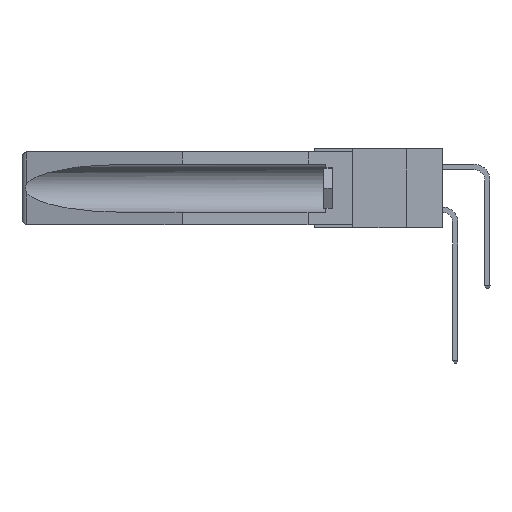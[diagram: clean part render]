
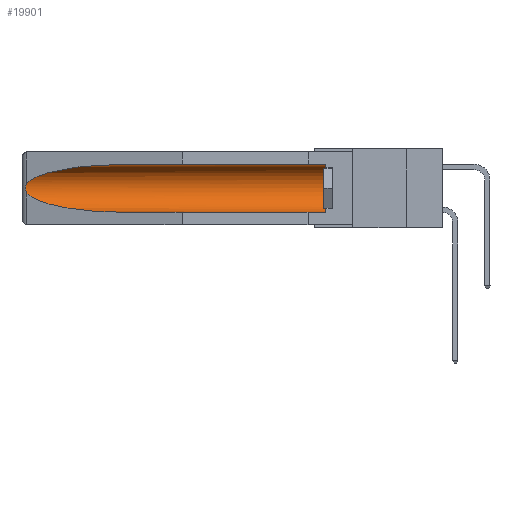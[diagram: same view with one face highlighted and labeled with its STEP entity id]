
A CAD part, left-side view. The second image highlights one B-rep face of the part: STEP entity #19901.
In plain terms, the highlighted cylindrical face has radius 2.857 mm (diameter 5.715 mm), a partial arc.
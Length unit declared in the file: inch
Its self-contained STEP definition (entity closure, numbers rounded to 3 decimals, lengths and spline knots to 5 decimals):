
#2825 = ORIENTED_EDGE ( 'NONE', *, *, #14979, .T. ) ;
#3113 = EDGE_CURVE ( 'NONE', #30014, #32072, #5778, .T. ) ;
#3893 = VERTEX_POINT ( 'NONE', #26019 ) ;
#4186 = CARTESIAN_POINT ( 'NONE',  ( 0.2673, 1.5327, -0.16383 ) ) ;
#4244 = CARTESIAN_POINT ( 'NONE',  ( 0.26537, 1.52718, -0.19328 ) ) ;
#4946 = CARTESIAN_POINT ( 'NONE',  ( 0.155, 1.07973, -0.059 ) ) ;
#5434 = CARTESIAN_POINT ( 'NONE',  ( 0.155, 0.126, -0.059 ) ) ;
#5461 = DIRECTION ( 'NONE',  ( 0., 0., 1. ) ) ;
#5778 = LINE ( 'NONE', #9442, #13903 ) ;
#6634 = CARTESIAN_POINT ( 'NONE',  ( 0.26537, 1.52718, -0.19328 ) ) ;
#6651 = EDGE_CURVE ( 'NONE', #33020, #30014, #32502, .T. ) ;
#6811 = CARTESIAN_POINT ( 'NONE',  ( 0.2675, 1.53308, -0.16763 ) ) ;
#6851 = CARTESIAN_POINT ( 'NONE',  ( 0.21114, 1.30732, -0.284 ) ) ;
#7575 = CARTESIAN_POINT ( 'NONE',  ( 0.26597, 1.5296, -0.19026 ) ) ;
#7743 = FACE_OUTER_BOUND ( 'NONE', #24802, .T. ) ;
#8371 = CARTESIAN_POINT ( 'NONE',  ( 0.155, 0.126, -0.284 ) ) ;
#9442 = CARTESIAN_POINT ( 'NONE',  ( 0.155, -0.30754, -0.059 ) ) ;
#9918 = EDGE_CURVE ( 'NONE', #3893, #12363, #29573, .T. ) ;
#10269 = CYLINDRICAL_SURFACE ( 'NONE', #23173, 0.1125 ) ;
#10303 = CARTESIAN_POINT ( 'NONE',  ( 0.26537, 1.52718, -0.14972 ) ) ;
#10529 = CARTESIAN_POINT ( 'NONE',  ( 0.21114, 1.30732, -0.059 ) ) ;
#11404 = EDGE_CURVE ( 'NONE', #33020, #17745, #27155, .T. ) ;
#11933 = CARTESIAN_POINT ( 'NONE',  ( 0.155, -0.30754, -0.284 ) ) ;
#12009 = CARTESIAN_POINT ( 'NONE',  ( 0.26537, 1.52718, -0.14972 ) ) ;
#12363 = VERTEX_POINT ( 'NONE', #4244 ) ;
#12931 = CARTESIAN_POINT ( 'NONE',  ( 0.155, 1.07973, -0.284 ) ) ;
#13903 = VECTOR ( 'NONE', #27195, 39.37008 ) ;
#14226 = CARTESIAN_POINT ( 'NONE',  ( 0.25451, 1.48313, -0.24835 ) ) ;
#14636 = CARTESIAN_POINT ( 'NONE',  ( 0.2673, 1.53269, -0.17917 ) ) ;
#14979 = EDGE_CURVE ( 'NONE', #12363, #17745, #33075, .T. ) ;
#15292 = CARTESIAN_POINT ( 'NONE',  ( 0.25451, 1.48313, -0.09465 ) ) ;
#15431 = DIRECTION ( 'NONE',  ( 0., 1., 0. ) ) ;
#17745 = VERTEX_POINT ( 'NONE', #12931 ) ;
#17997 = ORIENTED_EDGE ( 'NONE', *, *, #20675, .T. ) ;
#18051 = CARTESIAN_POINT ( 'NONE',  ( 0.26655, 1.53094, -0.18657 ) ) ;
#18640 = VECTOR ( 'NONE', #19715, 39.37008 ) ;
#19715 = DIRECTION ( 'NONE',  ( 0., 1., 0. ) ) ;
#19901 = ADVANCED_FACE ( 'NONE', ( #7743 ), #10269, .F. ) ;
#20073 = ORIENTED_EDGE ( 'NONE', *, *, #9918, .T. ) ;
#20675 = EDGE_CURVE ( 'NONE', #32072, #3893, #29970, .T. ) ;
#21582 = ORIENTED_EDGE ( 'NONE', *, *, #11404, .F. ) ;
#23173 = AXIS2_PLACEMENT_3D ( 'NONE', #31051, #15431, #31168 ) ;
#23602 = AXIS2_PLACEMENT_3D ( 'NONE', #31644, #25926, #5461 ) ;
#24802 = EDGE_LOOP ( 'NONE', ( #17997, #20073, #2825, #21582, #26247, #25628 ) ) ;
#24924 = CARTESIAN_POINT ( 'NONE',  ( 0.26654, 1.53092, -0.15636 ) ) ;
#25628 = ORIENTED_EDGE ( 'NONE', *, *, #3113, .T. ) ;
#25926 = DIRECTION ( 'NONE',  ( 0., -1., 0. ) ) ;
#26019 = CARTESIAN_POINT ( 'NONE',  ( 0.26537, 1.52718, -0.14972 ) ) ;
#26247 = ORIENTED_EDGE ( 'NONE', *, *, #6651, .T. ) ;
#27026 = CARTESIAN_POINT ( 'NONE',  ( 0.155, 1.07973, -0.059 ) ) ;
#27155 = LINE ( 'NONE', #11933, #18640 ) ;
#27195 = DIRECTION ( 'NONE',  ( 0., 1., 0. ) ) ;
#27434 = CARTESIAN_POINT ( 'NONE',  ( 0.155, 1.07973, -0.284 ) ) ;
#27607 = CARTESIAN_POINT ( 'NONE',  ( 0.26597, 1.52961, -0.15275 ) ) ;
#28053 = CARTESIAN_POINT ( 'NONE',  ( 0.26537, 1.52718, -0.19328 ) ) ;
#29573 = B_SPLINE_CURVE_WITH_KNOTS ( 'NONE', 3,
 ( #12009, #27607, #24924, #4186, #6811, #30253, #14636, #18051, #7575, #28053 ),
 .UNSPECIFIED., .F., .F.,
 ( 4, 2, 2, 2, 4 ),
 ( 0., 0.00029, 0.00058, 0.00087, 0.00117 ),
 .UNSPECIFIED. ) ;
#29970 =( BOUNDED_CURVE ( )  B_SPLINE_CURVE ( 3, ( #4946, #10529, #15292, #10303 ),
 .UNSPECIFIED., .F., .F. ) 
 B_SPLINE_CURVE_WITH_KNOTS ( ( 4, 4 ),
 ( 4.71239, 6.08839 ),
 .UNSPECIFIED. ) 
 CURVE ( )  GEOMETRIC_REPRESENTATION_ITEM ( )  RATIONAL_B_SPLINE_CURVE ( ( 1., 0.848, 0.848, 1. ) ) 
 REPRESENTATION_ITEM ( '' )  );
#30014 = VERTEX_POINT ( 'NONE', #5434 ) ;
#30253 = CARTESIAN_POINT ( 'NONE',  ( 0.2675, 1.53308, -0.17534 ) ) ;
#31051 = CARTESIAN_POINT ( 'NONE',  ( 0.155, -0.30754, -0.1715 ) ) ;
#31168 = DIRECTION ( 'NONE',  ( 0., 0., 1. ) ) ;
#31644 = CARTESIAN_POINT ( 'NONE',  ( 0.155, 0.126, -0.1715 ) ) ;
#32072 = VERTEX_POINT ( 'NONE', #27026 ) ;
#32502 = CIRCLE ( 'NONE', #23602, 0.1125 ) ;
#33020 = VERTEX_POINT ( 'NONE', #8371 ) ;
#33075 =( BOUNDED_CURVE ( )  B_SPLINE_CURVE ( 3, ( #6634, #14226, #6851, #27434 ),
 .UNSPECIFIED., .F., .F. ) 
 B_SPLINE_CURVE_WITH_KNOTS ( ( 4, 4 ),
 ( 0.1948, 1.5708 ),
 .UNSPECIFIED. ) 
 CURVE ( )  GEOMETRIC_REPRESENTATION_ITEM ( )  RATIONAL_B_SPLINE_CURVE ( ( 1., 0.848, 0.848, 1. ) ) 
 REPRESENTATION_ITEM ( '' )  );
